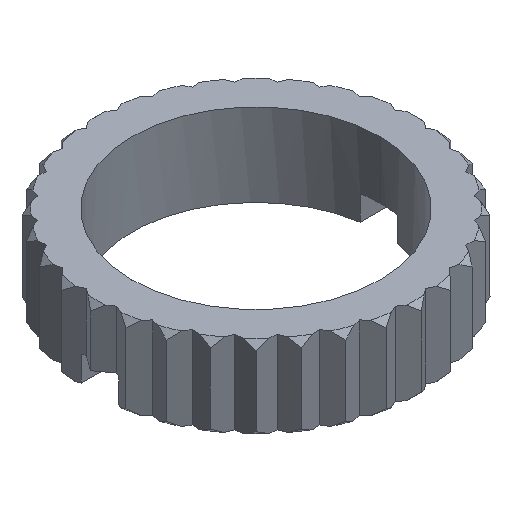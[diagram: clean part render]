
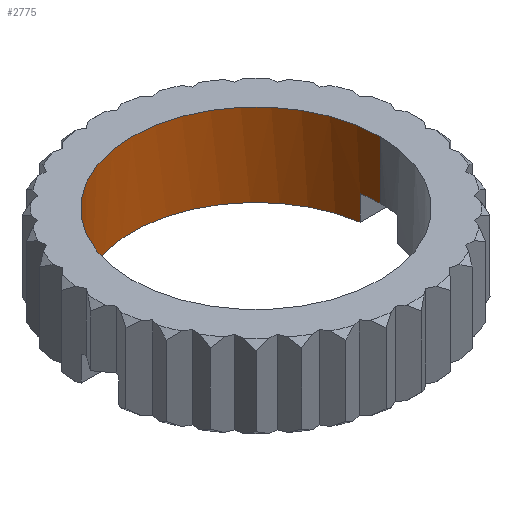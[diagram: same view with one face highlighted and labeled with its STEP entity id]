
A CAD part, isometric view. The second image highlights one B-rep face of the part: STEP entity #2775.
In plain terms, the highlighted cylindrical face has radius 3 mm (diameter 6 mm), a partial arc.
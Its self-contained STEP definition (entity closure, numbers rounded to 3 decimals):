
#118 = EDGE_CURVE ( 'NONE', #3610, #390, #658, .T. ) ;
#149 = CIRCLE ( 'NONE', #2018, 3. ) ;
#201 = DIRECTION ( 'NONE',  ( 0., 0., 1. ) ) ;
#232 = AXIS2_PLACEMENT_3D ( 'NONE', #758, #1869, #371 ) ;
#371 = DIRECTION ( 'NONE',  ( 1., 0., 0. ) ) ;
#390 = VERTEX_POINT ( 'NONE', #2416 ) ;
#411 = VECTOR ( 'NONE', #1821, 1000. ) ;
#658 = CIRCLE ( 'NONE', #3518, 3. ) ;
#663 = CARTESIAN_POINT ( 'NONE',  ( 3., 0., 0.6 ) ) ;
#758 = CARTESIAN_POINT ( 'NONE',  ( 0., 0., 0. ) ) ;
#797 = ORIENTED_EDGE ( 'NONE', *, *, #2367, .F. ) ;
#800 = ORIENTED_EDGE ( 'NONE', *, *, #3210, .F. ) ;
#826 = CARTESIAN_POINT ( 'NONE',  ( -3., 0., 0. ) ) ;
#851 = CARTESIAN_POINT ( 'NONE',  ( 0., 0., 2. ) ) ;
#858 = DIRECTION ( 'NONE',  ( 1., 0., 0. ) ) ;
#876 = ORIENTED_EDGE ( 'NONE', *, *, #3548, .F. ) ;
#901 = LINE ( 'NONE', #2333, #2533 ) ;
#924 = VECTOR ( 'NONE', #1916, 1000. ) ;
#1094 = CIRCLE ( 'NONE', #1867, 3. ) ;
#1149 = DIRECTION ( 'NONE',  ( 0., 0., 1. ) ) ;
#1219 = VERTEX_POINT ( 'NONE', #2682 ) ;
#1352 = LINE ( 'NONE', #3456, #4552 ) ;
#1667 = ORIENTED_EDGE ( 'NONE', *, *, #2833, .F. ) ;
#1734 = CARTESIAN_POINT ( 'NONE',  ( -3., 0., 2. ) ) ;
#1768 = CARTESIAN_POINT ( 'NONE',  ( 2.966, 0.45, 0. ) ) ;
#1803 = DIRECTION ( 'NONE',  ( 0., 0., 1. ) ) ;
#1817 = ORIENTED_EDGE ( 'NONE', *, *, #118, .F. ) ;
#1821 = DIRECTION ( 'NONE',  ( 0., 0., 1. ) ) ;
#1867 = AXIS2_PLACEMENT_3D ( 'NONE', #3231, #1803, #2879 ) ;
#1869 = DIRECTION ( 'NONE',  ( 0., 0., 1. ) ) ;
#1875 = DIRECTION ( 'NONE',  ( 1., 0., 0. ) ) ;
#1916 = DIRECTION ( 'NONE',  ( 0., 0., 1. ) ) ;
#2018 = AXIS2_PLACEMENT_3D ( 'NONE', #2980, #1149, #1875 ) ;
#2083 = DIRECTION ( 'NONE',  ( 0., 0., -1. ) ) ;
#2271 = VERTEX_POINT ( 'NONE', #1734 ) ;
#2331 = AXIS2_PLACEMENT_3D ( 'NONE', #851, #2351, #3052 ) ;
#2333 = CARTESIAN_POINT ( 'NONE',  ( 3., 0., 0. ) ) ;
#2351 = DIRECTION ( 'NONE',  ( 0., 0., -1. ) ) ;
#2367 = EDGE_CURVE ( 'NONE', #4353, #3924, #149, .T. ) ;
#2390 = CARTESIAN_POINT ( 'NONE',  ( 2.966, 0.45, 0.6 ) ) ;
#2416 = CARTESIAN_POINT ( 'NONE',  ( -2.966, 0.45, 0. ) ) ;
#2533 = VECTOR ( 'NONE', #201, 1000. ) ;
#2682 = CARTESIAN_POINT ( 'NONE',  ( -3., 0., 0.6 ) ) ;
#2775 = ADVANCED_FACE ( 'NONE', ( #3725 ), #3673, .F. ) ;
#2833 = EDGE_CURVE ( 'NONE', #1219, #2271, #4430, .T. ) ;
#2879 = DIRECTION ( 'NONE',  ( 1., 0., 0. ) ) ;
#2884 = VERTEX_POINT ( 'NONE', #3072 ) ;
#2980 = CARTESIAN_POINT ( 'NONE',  ( 0., 0., 0.6 ) ) ;
#2988 = ORIENTED_EDGE ( 'NONE', *, *, #4682, .T. ) ;
#3052 = DIRECTION ( 'NONE',  ( 1., 0., 0. ) ) ;
#3072 = CARTESIAN_POINT ( 'NONE',  ( -2.966, 0.45, 0.6 ) ) ;
#3210 = EDGE_CURVE ( 'NONE', #2884, #1219, #1094, .T. ) ;
#3231 = CARTESIAN_POINT ( 'NONE',  ( 0., 0., 0.6 ) ) ;
#3308 = EDGE_CURVE ( 'NONE', #2271, #4310, #4396, .T. ) ;
#3456 = CARTESIAN_POINT ( 'NONE',  ( 2.966, 0.45, 0. ) ) ;
#3510 = EDGE_CURVE ( 'NONE', #3924, #3610, #1352, .T. ) ;
#3518 = AXIS2_PLACEMENT_3D ( 'NONE', #4151, #4197, #858 ) ;
#3548 = EDGE_CURVE ( 'NONE', #390, #2884, #3618, .T. ) ;
#3603 = ORIENTED_EDGE ( 'NONE', *, *, #3308, .F. ) ;
#3610 = VERTEX_POINT ( 'NONE', #1768 ) ;
#3618 = LINE ( 'NONE', #4405, #411 ) ;
#3673 = CYLINDRICAL_SURFACE ( 'NONE', #232, 3. ) ;
#3725 = FACE_OUTER_BOUND ( 'NONE', #4757, .T. ) ;
#3924 = VERTEX_POINT ( 'NONE', #2390 ) ;
#3988 = ORIENTED_EDGE ( 'NONE', *, *, #3510, .F. ) ;
#4151 = CARTESIAN_POINT ( 'NONE',  ( 0., 0., 0. ) ) ;
#4197 = DIRECTION ( 'NONE',  ( 0., 0., 1. ) ) ;
#4310 = VERTEX_POINT ( 'NONE', #4611 ) ;
#4353 = VERTEX_POINT ( 'NONE', #663 ) ;
#4396 = CIRCLE ( 'NONE', #2331, 3. ) ;
#4405 = CARTESIAN_POINT ( 'NONE',  ( -2.966, 0.45, 0. ) ) ;
#4430 = LINE ( 'NONE', #826, #924 ) ;
#4552 = VECTOR ( 'NONE', #2083, 1000. ) ;
#4611 = CARTESIAN_POINT ( 'NONE',  ( 3., 0., 2. ) ) ;
#4682 = EDGE_CURVE ( 'NONE', #4353, #4310, #901, .T. ) ;
#4757 = EDGE_LOOP ( 'NONE', ( #1667, #800, #876, #1817, #3988, #797, #2988, #3603 ) ) ;
